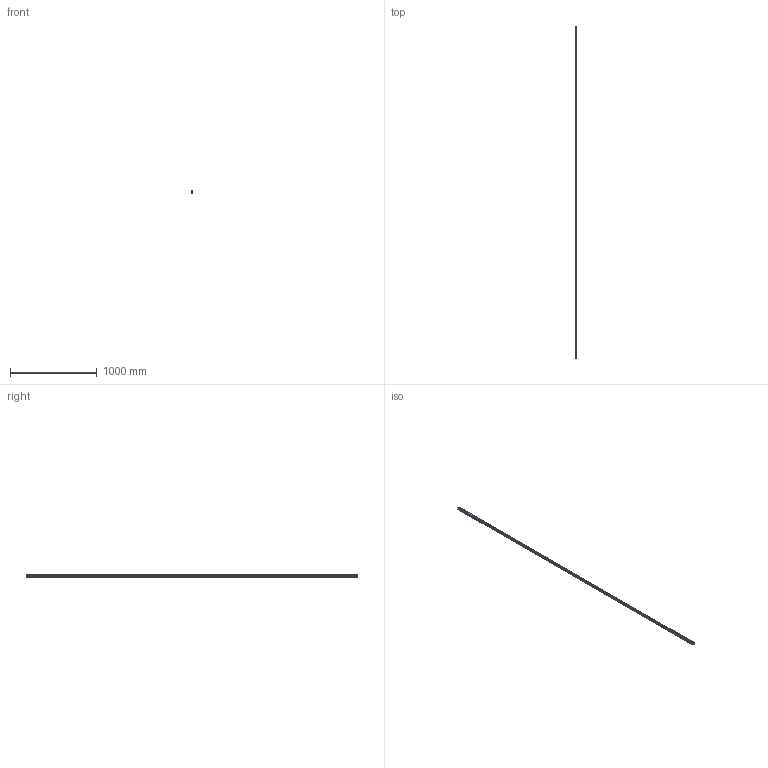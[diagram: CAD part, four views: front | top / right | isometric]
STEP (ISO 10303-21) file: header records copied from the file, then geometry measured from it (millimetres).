
FILE_DESCRIPTION(('STEP AP214'),'1');
FILE_NAME('cctmp_01E53AB6-B43A-4235-9FCB-C333E42EF4DF_2021_03_10_12_29_58_0101..stp','2021-03-10T11:29:58',('HIWIN GmbH'),('CADClick - www.CADClick.com'),'Spatial InterOp 3D',' ','unknown authorization');
FILE_SCHEMA(('AUTOMOTIVE_DESIGN'));
Length unit declared in the file: millimetre
Products named in the file (1): RGR25R3830H_FILE
Bounding box: 23 x 3830 x 23.6 mm (x, y, z)
Volume: 1535455.6 mm3; surface area: 475261.7 mm2
Topology: 1 solids, 1 shells, 1269 faces, 2637 edges, 1758 vertices
Faces by surface type: cylinder 786, plane 483
Entity records: 44659 total; most frequent: DIRECTION 6749, CARTESIAN_POINT 5665, ORIENTED_EDGE 5274, AXIS2_PLACEMENT_3D 2842, EDGE_CURVE 2637, VERTEX_POINT 1758, EDGE_LOOP 1657, CIRCLE 1572
